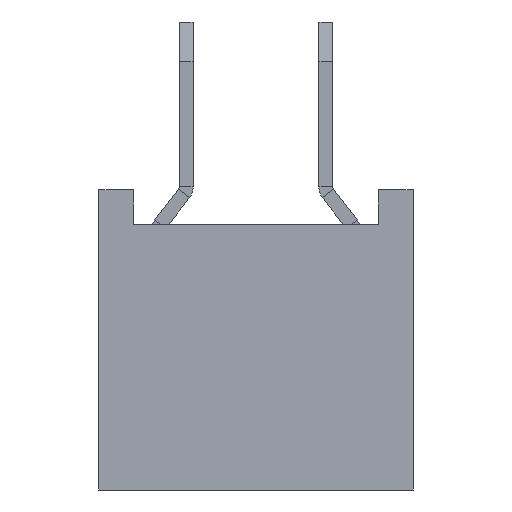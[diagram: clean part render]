
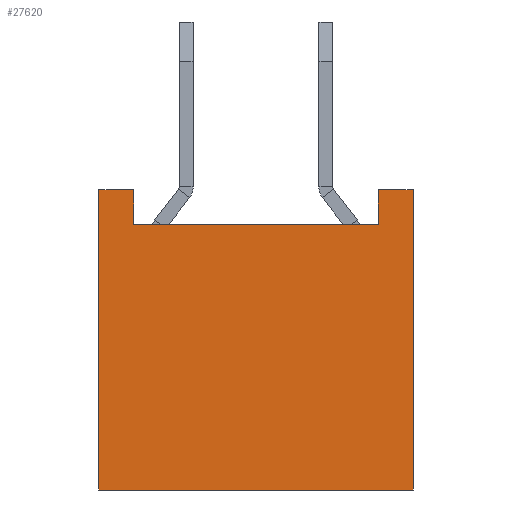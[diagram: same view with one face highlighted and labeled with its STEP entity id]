
A CAD part, left-side view. The second image highlights one B-rep face of the part: STEP entity #27620.
In plain terms, the highlighted planar face has unit normal (-1, 0, 0).
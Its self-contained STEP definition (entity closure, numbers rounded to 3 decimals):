
#332 = EDGE_CURVE ( 'NONE', #49806, #7991, #44264, .T. ) ;
#785 = CARTESIAN_POINT ( 'NONE',  ( 5.75, -2.25, 4.3 ) ) ;
#2289 = CARTESIAN_POINT ( 'NONE',  ( 5.75, 2.25, 0. ) ) ;
#3004 = EDGE_CURVE ( 'NONE', #43021, #49806, #45882, .T. ) ;
#3010 = CARTESIAN_POINT ( 'NONE',  ( 5.75, 1.75, 3.8 ) ) ;
#4675 = CARTESIAN_POINT ( 'NONE',  ( 5.75, -2.25, 4.3 ) ) ;
#4868 = VECTOR ( 'NONE', #26846, 1000. ) ;
#6680 = LINE ( 'NONE', #11149, #4868 ) ;
#6698 = ORIENTED_EDGE ( 'NONE', *, *, #27037, .F. ) ;
#7040 = CARTESIAN_POINT ( 'NONE',  ( 5.75, -1.75, 4.3 ) ) ;
#7710 = DIRECTION ( 'NONE',  ( 0., -1., 0. ) ) ;
#7991 = VERTEX_POINT ( 'NONE', #37146 ) ;
#10648 = ORIENTED_EDGE ( 'NONE', *, *, #3004, .F. ) ;
#11029 = VERTEX_POINT ( 'NONE', #7040 ) ;
#11149 = CARTESIAN_POINT ( 'NONE',  ( 5.75, 1.75, 4.3 ) ) ;
#12903 = ORIENTED_EDGE ( 'NONE', *, *, #19054, .F. ) ;
#16106 = VECTOR ( 'NONE', #7710, 1000. ) ;
#16266 = CARTESIAN_POINT ( 'NONE',  ( 5.75, 0., 4.3 ) ) ;
#18058 = VECTOR ( 'NONE', #40330, 1000. ) ;
#18434 = CARTESIAN_POINT ( 'NONE',  ( 5.75, -2.25, 0. ) ) ;
#19054 = EDGE_CURVE ( 'NONE', #44138, #49051, #47937, .T. ) ;
#19123 = EDGE_LOOP ( 'NONE', ( #6698, #35712, #51648, #36118, #30953, #10648, #51228, #12903 ) ) ;
#22704 = PLANE ( 'NONE',  #38044 ) ;
#23860 = VERTEX_POINT ( 'NONE', #34994 ) ;
#24368 = LINE ( 'NONE', #36403, #18058 ) ;
#26846 = DIRECTION ( 'NONE',  ( 0., 0., -1. ) ) ;
#26926 = EDGE_CURVE ( 'NONE', #27597, #11029, #24368, .T. ) ;
#27037 = EDGE_CURVE ( 'NONE', #11029, #44138, #27518, .T. ) ;
#27360 = DIRECTION ( 'NONE',  ( 0., -1., 0. ) ) ;
#27518 = LINE ( 'NONE', #16266, #36342 ) ;
#27597 = VERTEX_POINT ( 'NONE', #38388 ) ;
#27620 = ADVANCED_FACE ( 'NONE', ( #34206 ), #22704, .F. ) ;
#28878 = CARTESIAN_POINT ( 'NONE',  ( 5.75, 2.25, 4.3 ) ) ;
#29214 = EDGE_CURVE ( 'NONE', #43021, #49051, #51437, .T. ) ;
#30277 = EDGE_CURVE ( 'NONE', #7991, #23860, #6680, .T. ) ;
#30698 = CARTESIAN_POINT ( 'NONE',  ( 5.75, 2.25, 4.3 ) ) ;
#30797 = DIRECTION ( 'NONE',  ( 1., 0., 0. ) ) ;
#30953 = ORIENTED_EDGE ( 'NONE', *, *, #332, .F. ) ;
#32730 = DIRECTION ( 'NONE',  ( 0., 0., -1. ) ) ;
#34206 = FACE_OUTER_BOUND ( 'NONE', #19123, .T. ) ;
#34994 = CARTESIAN_POINT ( 'NONE',  ( 5.75, 1.75, 3.8 ) ) ;
#35712 = ORIENTED_EDGE ( 'NONE', *, *, #26926, .F. ) ;
#35720 = VECTOR ( 'NONE', #27360, 1000. ) ;
#35870 = VECTOR ( 'NONE', #49569, 1000. ) ;
#36118 = ORIENTED_EDGE ( 'NONE', *, *, #30277, .F. ) ;
#36342 = VECTOR ( 'NONE', #47938, 1000. ) ;
#36403 = CARTESIAN_POINT ( 'NONE',  ( 5.75, -1.75, 4.3 ) ) ;
#37146 = CARTESIAN_POINT ( 'NONE',  ( 5.75, 1.75, 4.3 ) ) ;
#38044 = AXIS2_PLACEMENT_3D ( 'NONE', #41809, #30797, #38661 ) ;
#38388 = CARTESIAN_POINT ( 'NONE',  ( 5.75, -1.75, 3.8 ) ) ;
#38661 = DIRECTION ( 'NONE',  ( 0., 1., 0. ) ) ;
#39405 = LINE ( 'NONE', #3010, #35720 ) ;
#39579 = CARTESIAN_POINT ( 'NONE',  ( 5.75, 0., 4.3 ) ) ;
#40330 = DIRECTION ( 'NONE',  ( 0., 0., 1. ) ) ;
#41809 = CARTESIAN_POINT ( 'NONE',  ( 5.75, 20.568, 10. ) ) ;
#42531 = VECTOR ( 'NONE', #32730, 1000. ) ;
#42911 = VECTOR ( 'NONE', #43507, 1000. ) ;
#43021 = VERTEX_POINT ( 'NONE', #2289 ) ;
#43507 = DIRECTION ( 'NONE',  ( 0., -1., 0. ) ) ;
#44138 = VERTEX_POINT ( 'NONE', #4675 ) ;
#44264 = LINE ( 'NONE', #39579, #42911 ) ;
#44747 = EDGE_CURVE ( 'NONE', #23860, #27597, #39405, .T. ) ;
#45882 = LINE ( 'NONE', #30698, #35870 ) ;
#47755 = CARTESIAN_POINT ( 'NONE',  ( 5.75, 20.568, 0. ) ) ;
#47937 = LINE ( 'NONE', #785, #42531 ) ;
#47938 = DIRECTION ( 'NONE',  ( 0., -1., 0. ) ) ;
#49051 = VERTEX_POINT ( 'NONE', #18434 ) ;
#49569 = DIRECTION ( 'NONE',  ( 0., 0., 1. ) ) ;
#49806 = VERTEX_POINT ( 'NONE', #28878 ) ;
#51228 = ORIENTED_EDGE ( 'NONE', *, *, #29214, .T. ) ;
#51437 = LINE ( 'NONE', #47755, #16106 ) ;
#51648 = ORIENTED_EDGE ( 'NONE', *, *, #44747, .F. ) ;
